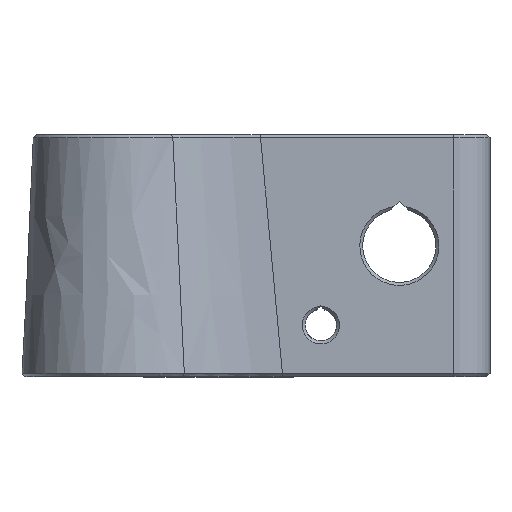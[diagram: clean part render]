
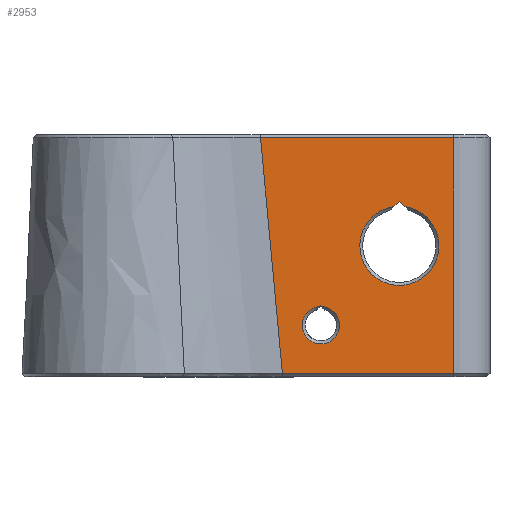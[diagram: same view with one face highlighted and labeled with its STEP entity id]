
A CAD part, top view. The second image highlights one B-rep face of the part: STEP entity #2953.
In plain terms, the highlighted planar face has unit normal (0, 0, 1).
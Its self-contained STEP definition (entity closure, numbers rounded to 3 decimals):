
#120=FACE_BOUND('',#592,.T.);
#121=FACE_BOUND('',#593,.T.);
#164=B_SPLINE_CURVE_WITH_KNOTS('',3,(#4719,#4720,#4721,#4722),
 .UNSPECIFIED.,.F.,.F.,(4,4),(-1.72,-1.715),
 .UNSPECIFIED.);
#211=B_SPLINE_CURVE_WITH_KNOTS('',3,(#5531,#5532,#5533,#5534),
 .UNSPECIFIED.,.F.,.F.,(4,4),(-0.093,3.824),
 .UNSPECIFIED.);
#268=PLANE('',#3150);
#414=FACE_OUTER_BOUND('',#591,.T.);
#591=EDGE_LOOP('',(#2466,#2467,#2468,#2469,#2470));
#592=EDGE_LOOP('',(#2471,#2472,#2473));
#593=EDGE_LOOP('',(#2474,#2475,#2476));
#717=LINE('',#4229,#991);
#766=LINE('',#4658,#1040);
#837=LINE('',#5540,#1111);
#838=LINE('',#5545,#1112);
#839=LINE('',#5546,#1113);
#840=LINE('',#5551,#1114);
#841=LINE('',#5552,#1115);
#991=VECTOR('',#3370,10.);
#1040=VECTOR('',#3473,10.);
#1111=VECTOR('',#3598,10.);
#1112=VECTOR('',#3601,10.);
#1113=VECTOR('',#3602,10.);
#1114=VECTOR('',#3605,10.);
#1115=VECTOR('',#3606,10.);
#1244=CIRCLE('',#3151,3.1);
#1245=CIRCLE('',#3152,6.55);
#1318=VERTEX_POINT('',#4226);
#1319=VERTEX_POINT('',#4228);
#1367=VERTEX_POINT('',#4652);
#1368=VERTEX_POINT('',#4656);
#1369=VERTEX_POINT('',#4695);
#1450=VERTEX_POINT('',#5541);
#1451=VERTEX_POINT('',#5542);
#1452=VERTEX_POINT('',#5544);
#1453=VERTEX_POINT('',#5547);
#1454=VERTEX_POINT('',#5548);
#1455=VERTEX_POINT('',#5550);
#1613=EDGE_CURVE('',#1318,#1319,#717,.T.);
#1694=EDGE_CURVE('',#1367,#1368,#766,.T.);
#1699=EDGE_CURVE('',#1368,#1369,#164,.T.);
#1823=EDGE_CURVE('',#1369,#1318,#211,.T.);
#1825=EDGE_CURVE('',#1319,#1367,#837,.T.);
#1826=EDGE_CURVE('',#1450,#1451,#1244,.T.);
#1827=EDGE_CURVE('',#1450,#1452,#838,.T.);
#1828=EDGE_CURVE('',#1452,#1451,#839,.T.);
#1829=EDGE_CURVE('',#1453,#1454,#1245,.T.);
#1830=EDGE_CURVE('',#1453,#1455,#840,.T.);
#1831=EDGE_CURVE('',#1455,#1454,#841,.T.);
#2466=ORIENTED_EDGE('',*,*,#1694,.F.);
#2467=ORIENTED_EDGE('',*,*,#1825,.F.);
#2468=ORIENTED_EDGE('',*,*,#1613,.F.);
#2469=ORIENTED_EDGE('',*,*,#1823,.F.);
#2470=ORIENTED_EDGE('',*,*,#1699,.F.);
#2471=ORIENTED_EDGE('',*,*,#1826,.F.);
#2472=ORIENTED_EDGE('',*,*,#1827,.T.);
#2473=ORIENTED_EDGE('',*,*,#1828,.T.);
#2474=ORIENTED_EDGE('',*,*,#1829,.F.);
#2475=ORIENTED_EDGE('',*,*,#1830,.T.);
#2476=ORIENTED_EDGE('',*,*,#1831,.T.);
#2953=ADVANCED_FACE('',(#414,#120,#121),#268,.T.);
#3150=AXIS2_PLACEMENT_3D('',#5539,#3596,#3597);
#3151=AXIS2_PLACEMENT_3D('',#5543,#3599,#3600);
#3152=AXIS2_PLACEMENT_3D('',#5549,#3603,#3604);
#3370=DIRECTION('',(1.,0.,0.));
#3473=DIRECTION('',(-1.,0.,0.));
#3596=DIRECTION('center_axis',(0.,0.,1.));
#3597=DIRECTION('ref_axis',(0.,1.,0.));
#3598=DIRECTION('',(0.,-1.,0.));
#3599=DIRECTION('center_axis',(0.,0.,1.));
#3600=DIRECTION('ref_axis',(0.259,-0.966,0.));
#3601=DIRECTION('',(0.707,0.707,0.));
#3602=DIRECTION('',(0.707,-0.707,0.));
#3603=DIRECTION('center_axis',(0.,0.,1.));
#3604=DIRECTION('ref_axis',(0.259,-0.966,0.));
#3605=DIRECTION('',(0.707,0.707,0.));
#3606=DIRECTION('',(0.707,-0.707,0.));
#4226=CARTESIAN_POINT('',(22.014,39.5,10.));
#4228=CARTESIAN_POINT('',(54.,39.5,10.));
#4229=CARTESIAN_POINT('',(35.174,39.5,10.));
#4652=CARTESIAN_POINT('',(54.,0.5,10.));
#4656=CARTESIAN_POINT('',(25.68,0.5,10.));
#4658=CARTESIAN_POINT('',(35.124,0.5,10.));
#4695=CARTESIAN_POINT('',(25.636,0.5,10.));
#4719=CARTESIAN_POINT('Ctrl Pts',(25.68,0.5,10.));
#4720=CARTESIAN_POINT('Ctrl Pts',(25.665,0.5,10.));
#4721=CARTESIAN_POINT('Ctrl Pts',(25.651,0.5,10.));
#4722=CARTESIAN_POINT('Ctrl Pts',(25.636,0.5,10.));
#5531=CARTESIAN_POINT('Ctrl Pts',(25.636,0.5,10.));
#5532=CARTESIAN_POINT('Ctrl Pts',(24.491,13.506,10.));
#5533=CARTESIAN_POINT('Ctrl Pts',(23.294,26.507,10.));
#5534=CARTESIAN_POINT('Ctrl Pts',(22.014,39.5,10.));
#5539=CARTESIAN_POINT('Origin',(60.,0.,10.));
#5540=CARTESIAN_POINT('',(54.,10.,10.));
#5541=CARTESIAN_POINT('',(31.914,11.599,10.));
#5542=CARTESIAN_POINT('',(32.086,11.599,10.));
#5543=CARTESIAN_POINT('Origin',(32.,8.5,10.));
#5544=CARTESIAN_POINT('',(32.,11.684,10.));
#5545=CARTESIAN_POINT('',(35.742,15.427,10.));
#5546=CARTESIAN_POINT('',(41.921,1.763,10.));
#5547=CARTESIAN_POINT('',(44.075,28.114,10.));
#5548=CARTESIAN_POINT('',(45.925,28.114,10.));
#5549=CARTESIAN_POINT('Origin',(45.,21.629,10.));
#5550=CARTESIAN_POINT('',(45.,29.039,10.));
#5551=CARTESIAN_POINT('',(40.707,24.746,10.));
#5552=CARTESIAN_POINT('',(56.01,18.029,10.));
